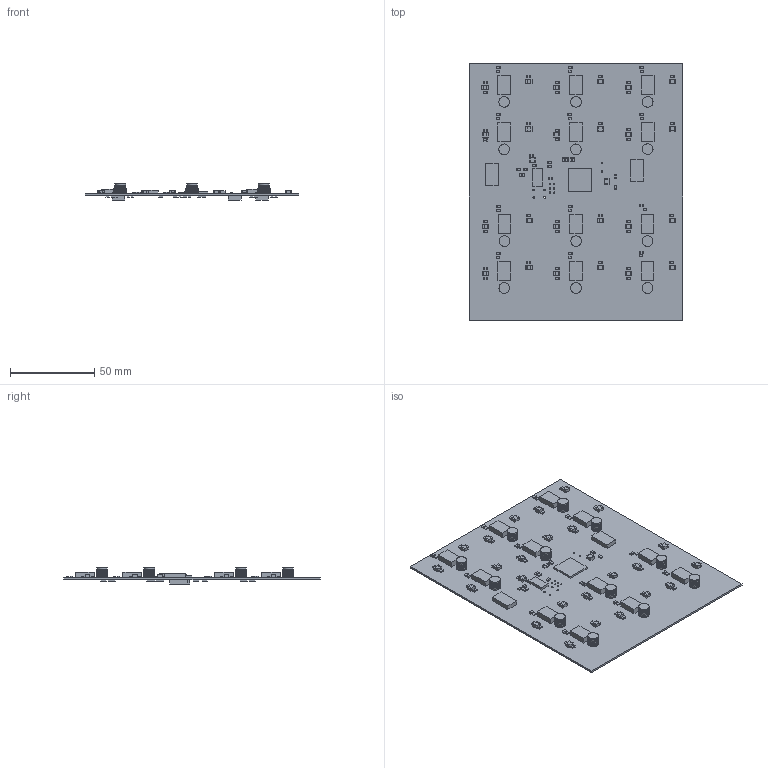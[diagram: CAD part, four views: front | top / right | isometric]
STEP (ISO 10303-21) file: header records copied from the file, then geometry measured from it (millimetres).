
FILE_DESCRIPTION(('Open CASCADE Model'),'2;1');
FILE_NAME('Open CASCADE Shape Model','2013-01-20T14:06:05',('Author'),( 'Open CASCADE'),'Open CASCADE STEP processor 6.2','Open CASCADE 6.2' ,'Unknown');
FILE_SCHEMA(('AUTOMOTIVE_DESIGN { 1 0 10303 214 1 1 1 1 }'));
Length unit declared in the file: millimetre
Products named in the file (215): PCB; Board; C11_Motor_12Kanaloa_v2.0.0_Motor; 334788400; Extruded; 334788656; C9Kanaloa_v2.0.0_Motor; 352877648; 352877904; C7Kanaloa_v2.0.0_Motor; C10_Motor_10Kanaloa_v2.0.0_Motor; 352892112; C7_Motor_11Kanaloa_v2.0.0_Motor; C7_Motor_10Kanaloa_v2.0.0_Motor; C7_Motor_9Kanaloa_v2.0.0_Motor; C7_Motor_8Kanaloa_v2.0.0_Motor; C7_Motor_7Kanaloa_v2.0.0_Motor; C7_Motor_6Kanaloa_v2.0.0_Motor; C7_Motor_5Kanaloa_v2.0.0_Motor; C7_Motor_4Kanaloa_v2.0.0_Motor; C7_Motor_3Kanaloa_v2.0.0_Motor; C7_Motor_2Kanaloa_v2.0.0_Motor; C7_Motor_1Kanaloa_v2.0.0_Motor; C7_0Kanaloa_v2.0.0_Motor; 334788784; R29Kanaloa_v2.0.0_Motor; 330415056; 334787376; C1Kanaloa_v2.0.0_Motor; C2Kanaloa_v2.0.0_Motor; C3Kanaloa_v2.0.0_Motor; C4Kanaloa_v2.0.0_Motor; C5Kanaloa_v2.0.0_Motor; C6Kanaloa_v2.0.0_Motor; 352877008; C8Kanaloa_v2.0.0_Motor; C9_0Kanaloa_v2.0.0_Motor; 352877392; C9_Motor_1Kanaloa_v2.0.0_Motor; C9_Motor_2Kanaloa_v2.0.0_Motor ...
Assembly tree (663 placements, depth 4):
  PCB
    Board
    C11_Motor_12Kanaloa_v2.0.0_Motor
      334788400  x2
        Extruded
      334788656
        Extruded
    C9Kanaloa_v2.0.0_Motor
      352877648  x2
        Extruded
      352877904
        Extruded
    C7Kanaloa_v2.0.0_Motor
      352877648  x2
        Extruded
      352877904
        Extruded
    C10_Motor_10Kanaloa_v2.0.0_Motor
      352892112
        Extruded
    C7_Motor_11Kanaloa_v2.0.0_Motor
      334788400  x2
        Extruded
      334788656
        Extruded
    C7_Motor_10Kanaloa_v2.0.0_Motor
      334788400  x2
        Extruded
      334788656
        Extruded
    C7_Motor_9Kanaloa_v2.0.0_Motor
      334788400  x2
        Extruded
      334788656
        Extruded
    C7_Motor_8Kanaloa_v2.0.0_Motor
      334788400  x2
        Extruded
      334788656
        Extruded
    C7_Motor_7Kanaloa_v2.0.0_Motor
      334788400  x2
        Extruded
      334788656
        Extruded
    C7_Motor_6Kanaloa_v2.0.0_Motor
      334788400  x2
        Extruded
      334788656
        Extruded
    C7_Motor_5Kanaloa_v2.0.0_Motor
      334788400  x2
        Extruded
      334788656
        Extruded
    C7_Motor_4Kanaloa_v2.0.0_Motor
      334788400  x2
        Extruded
      334788656
        Extruded
Bounding box: 127 x 152.4 x 9.55 mm (x, y, z)
Volume: 29325.7 mm3; surface area: 51292.7 mm2
Topology: 471 solids, 471 shells, 3270 faces, 6984 edges, 4656 vertices
Faces by surface type: plane 3258, cylinder 12
Full cylindrical faces by diameter (mm): 0.7 x2, 0.9 x6, 1 x4
Entity records: 17946 total; most frequent: DIRECTION 2936, CARTESIAN_POINT 2340, LINE 1176, VECTOR 1176, PRODUCT_DEFINITION_SHAPE 878, AXIS2_PLACEMENT_3D 868, ORIENTED_EDGE 816, PCURVE 816
